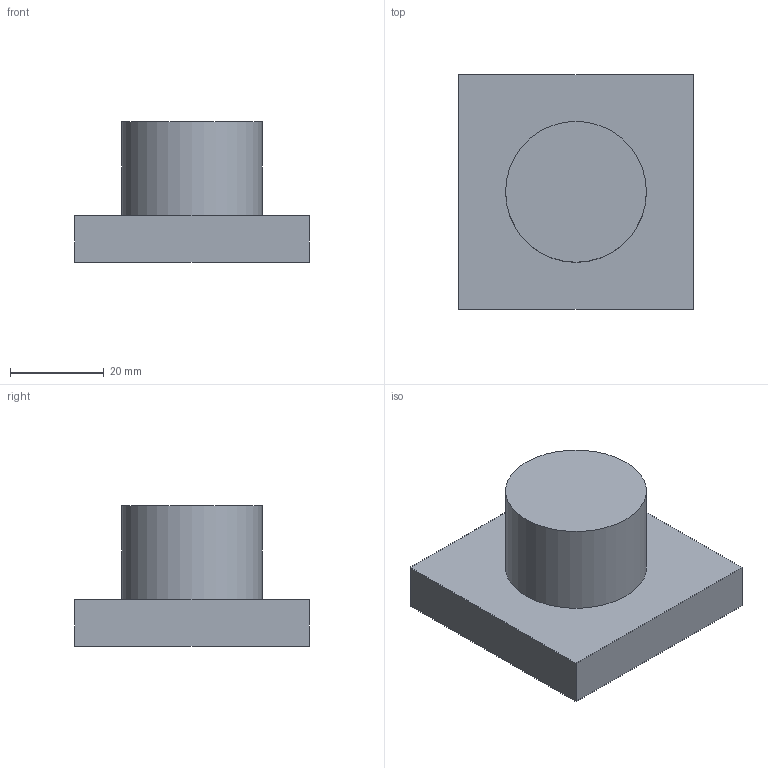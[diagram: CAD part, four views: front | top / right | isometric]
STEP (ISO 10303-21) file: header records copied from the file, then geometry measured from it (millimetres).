
FILE_DESCRIPTION(/* description */ (''),/* implementation_level */ '2;1');
FILE_NAME(/* name */ 'NonMatchingContact.step',/* time_stamp */ '2025-05-01T21:05:20-05:00',/* author */ (''),/* organization */ (''),/* preprocessor_version */ 'ST-DEVELOPER v20.1',/* originating_system */ 'Autodesk Translation Framework v14.4.0.0',/* authorisation */ '');
FILE_SCHEMA (('AUTOMOTIVE_DESIGN { 1 0 10303 214 3 1 1 }'));
Length unit declared in the file: millimetre
Products named in the file (4): NonMatchingContact; Plate; Cylinder; contactResistance
Assembly tree (3 placements, depth 2):
  NonMatchingContact
    Plate
    Cylinder
    contactResistance
Bounding box: 50 x 50 x 30 mm (x, y, z)
Volume: 39137.2 mm3; surface area: 11005.5 mm2
Topology: 2 solids, 3 shells, 10 faces, 16 edges, 11 vertices
Faces by surface type: plane 9, cylinder 1
Full cylindrical faces by diameter (mm): 30 x1
Entity records: 347 total; most frequent: DIRECTION 53, CARTESIAN_POINT 44, ORIENTED_EDGE 31, AXIS2_PLACEMENT_3D 20, EDGE_CURVE 16, LINE 13, VECTOR 13, VERTEX_POINT 11
